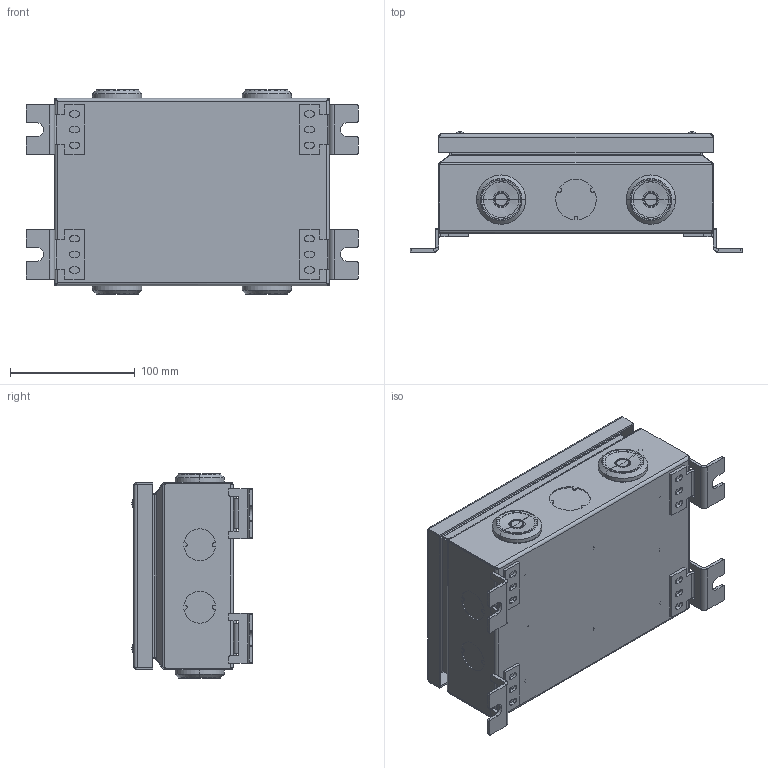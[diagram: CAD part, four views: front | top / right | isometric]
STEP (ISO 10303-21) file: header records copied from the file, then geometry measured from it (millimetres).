
FILE_DESCRIPTION((''),'2;1');
FILE_NAME('FPT2215FE416_ASM','2015-03-02T',('pasi_koskela'),(''),'PRO/ENGINEER BY PARAMETRIC TECHNOLOGY CORPORATION, 2013230','PRO/ENGINEER BY PARAMETRIC TECHNOLOGY CORPORATION, 2013230','');
FILE_SCHEMA(('CONFIG_CONTROL_DESIGN'));
Length unit declared in the file: millimetre
Products named in the file (24): PPE15204; X_FASTENING_LUG; PISTEHITSAUSRUUVI_M6X15_FE; PPE13966; H-PULTTI_SK_M5X6XD7_1X16; PPE15204_ASM; PPE15205; PISTEHITSAUSRUUVI_M6X12_FE; PPE15205_ASM; VPTS88; VPRK5-35; PUM79; KOT63069_ASM; PPK315-185; DIN7985_M5X10_A2K_RUUVI; PPK164; PTK30; KJXA20_ASM; PTB18; PLE42; PR136; KRXA16_ASM; RMM32_2003; FPT2215FE416_ASM
Assembly tree (52 placements, depth 4):
  FPT2215FE416_ASM
    KOT63069_ASM
      PPE15204_ASM
        PPE15204
        X_FASTENING_LUG  x4
        PISTEHITSAUSRUUVI_M6X15_FE
        PPE13966  x2
        H-PULTTI_SK_M5X6XD7_1X16  x8
      PPE15205_ASM
        PPE15205
        PISTEHITSAUSRUUVI_M6X12_FE
      VPTS88  x4
      VPRK5-35  x4
      PUM79  x4
    PPK315-185
    DIN7985_M5X10_A2K_RUUVI  x2
    KJXA20_ASM  x2
      PPK164
      PTK30
    KRXA16_ASM  x4
      PTB18
      PLE42
      PR136
    RMM32_2003  x4
Bounding box: 266 x 96.44 x 163.5 mm (x, y, z)
Volume: 293453.5 mm3; surface area: 372840.6 mm2
Topology: 57 solids, 57 shells, 4382 faces, 11286 edges, 7168 vertices
Faces by surface type: plane 2812, cylinder 834, torus 272, cone 204, bspline 124, sphere 96, extrusion 40
Entity records: 55429 total; most frequent: CARTESIAN_POINT 13616, ORIENTED_EDGE 8632, DIRECTION 8492, EDGE_CURVE 4316, VECTOR 3168, LINE 3158, VERTEX_POINT 2744, AXIS2_PLACEMENT_3D 2662
